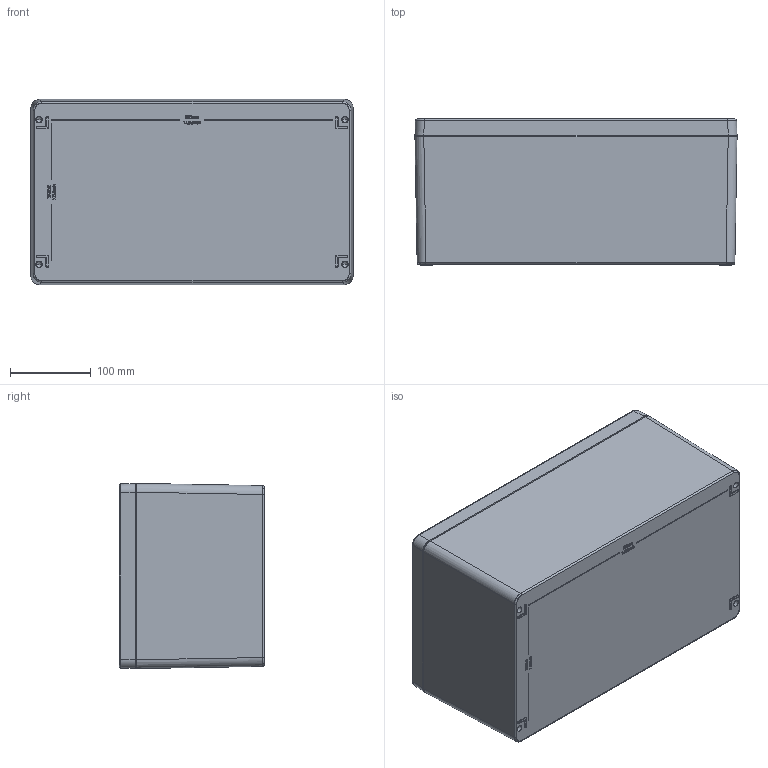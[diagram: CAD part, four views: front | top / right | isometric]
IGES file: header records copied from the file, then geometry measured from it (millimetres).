
Start section: SolidWorks IGES file using analytic representation for surfaces
Global section: file name: 400x230x181 CLOSE.IGS; native system: SolidWorks 2017; preprocessor: SolidWorks 2017; author: Admin; date: 230606.182724; units: millimetre
Bounding box: 400 x 181 x 230 mm (x, y, z)
Surface area: 819201.4 mm2 (no closed solid volume)
Topology: 0 solids, 0 shells, 1497 faces, 15130 edges, 15110 vertices
Faces by surface type: bspline 997, revolution 500
